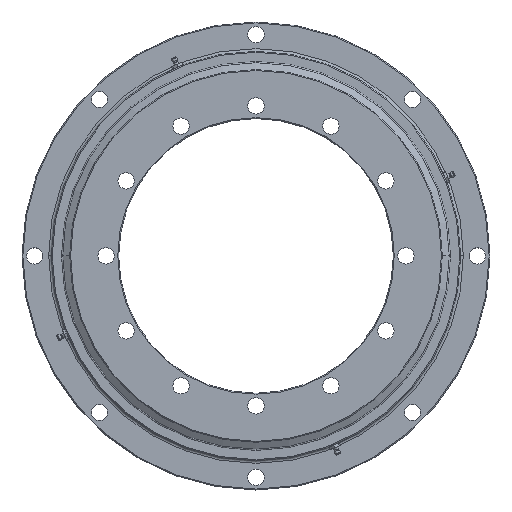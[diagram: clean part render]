
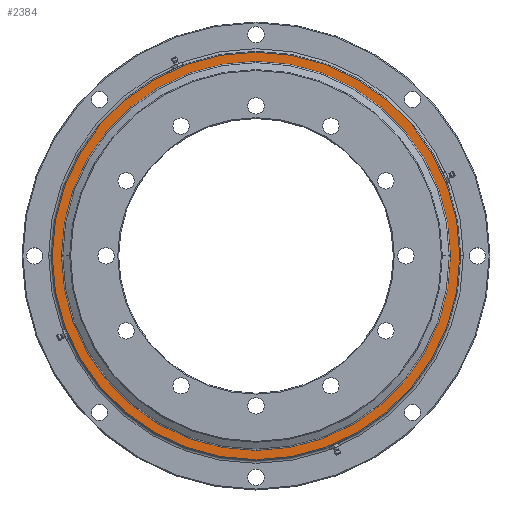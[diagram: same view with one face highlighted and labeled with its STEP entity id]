
A CAD part, top view. The second image highlights one B-rep face of the part: STEP entity #2384.
In plain terms, the highlighted face is planar.
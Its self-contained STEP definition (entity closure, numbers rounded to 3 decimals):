
#177 = DIRECTION ( 'NONE',  ( 1., 0., 0. ) ) ;
#382 = CARTESIAN_POINT ( 'NONE',  ( -225.5, 0., -18. ) ) ;
#699 = FACE_BOUND ( 'NONE', #1841, .T. ) ;
#1059 = CARTESIAN_POINT ( 'NONE',  ( 0., 0., -18. ) ) ;
#1153 = AXIS2_PLACEMENT_3D ( 'NONE', #4147, #4664, #2899 ) ;
#1279 = EDGE_CURVE ( 'NONE', #6209, #1373, #1428, .T. ) ;
#1373 = VERTEX_POINT ( 'NONE', #5551 ) ;
#1384 = EDGE_CURVE ( 'NONE', #1373, #6209, #2943, .T. ) ;
#1406 = AXIS2_PLACEMENT_3D ( 'NONE', #6563, #4884, #6603 ) ;
#1428 = CIRCLE ( 'NONE', #1153, 208.75 ) ;
#1554 = ORIENTED_EDGE ( 'NONE', *, *, #1384, .T. ) ;
#1596 = DIRECTION ( 'NONE',  ( 0., 0., 1. ) ) ;
#1636 = DIRECTION ( 'NONE',  ( 1., 0., 0. ) ) ;
#1681 = EDGE_CURVE ( 'NONE', #3704, #6718, #4422, .T. ) ;
#1841 = EDGE_LOOP ( 'NONE', ( #1554, #6406 ) ) ;
#2115 = CIRCLE ( 'NONE', #1406, 225.5 ) ;
#2384 = ADVANCED_FACE ( 'NONE', ( #699, #6773 ), #6862, .F. ) ;
#2396 = AXIS2_PLACEMENT_3D ( 'NONE', #7479, #1596, #5745 ) ;
#2496 = AXIS2_PLACEMENT_3D ( 'NONE', #1059, #5218, #1636 ) ;
#2688 = ORIENTED_EDGE ( 'NONE', *, *, #1681, .T. ) ;
#2899 = DIRECTION ( 'NONE',  ( 1., 0., 0. ) ) ;
#2943 = CIRCLE ( 'NONE', #3152, 208.75 ) ;
#3152 = AXIS2_PLACEMENT_3D ( 'NONE', #3731, #4388, #177 ) ;
#3704 = VERTEX_POINT ( 'NONE', #382 ) ;
#3731 = CARTESIAN_POINT ( 'NONE',  ( 0., 0., -18. ) ) ;
#3904 = EDGE_LOOP ( 'NONE', ( #7087, #2688 ) ) ;
#4147 = CARTESIAN_POINT ( 'NONE',  ( 0., 0., -18. ) ) ;
#4388 = DIRECTION ( 'NONE',  ( 0., 0., 1. ) ) ;
#4422 = CIRCLE ( 'NONE', #2496, 225.5 ) ;
#4553 = CARTESIAN_POINT ( 'NONE',  ( 225.5, 0., -18. ) ) ;
#4664 = DIRECTION ( 'NONE',  ( 0., 0., 1. ) ) ;
#4884 = DIRECTION ( 'NONE',  ( 0., 0., -1. ) ) ;
#5218 = DIRECTION ( 'NONE',  ( 0., 0., -1. ) ) ;
#5551 = CARTESIAN_POINT ( 'NONE',  ( -208.75, 0., -18. ) ) ;
#5745 = DIRECTION ( 'NONE',  ( 1., 0., 0. ) ) ;
#6209 = VERTEX_POINT ( 'NONE', #7351 ) ;
#6406 = ORIENTED_EDGE ( 'NONE', *, *, #1279, .T. ) ;
#6563 = CARTESIAN_POINT ( 'NONE',  ( 0., 0., -18. ) ) ;
#6603 = DIRECTION ( 'NONE',  ( 1., 0., 0. ) ) ;
#6718 = VERTEX_POINT ( 'NONE', #4553 ) ;
#6773 = FACE_OUTER_BOUND ( 'NONE', #3904, .T. ) ;
#6862 = PLANE ( 'NONE',  #2396 ) ;
#7087 = ORIENTED_EDGE ( 'NONE', *, *, #7558, .T. ) ;
#7351 = CARTESIAN_POINT ( 'NONE',  ( 208.75, 0., -18. ) ) ;
#7479 = CARTESIAN_POINT ( 'NONE',  ( -226.5, 0., -18. ) ) ;
#7558 = EDGE_CURVE ( 'NONE', #6718, #3704, #2115, .T. ) ;
